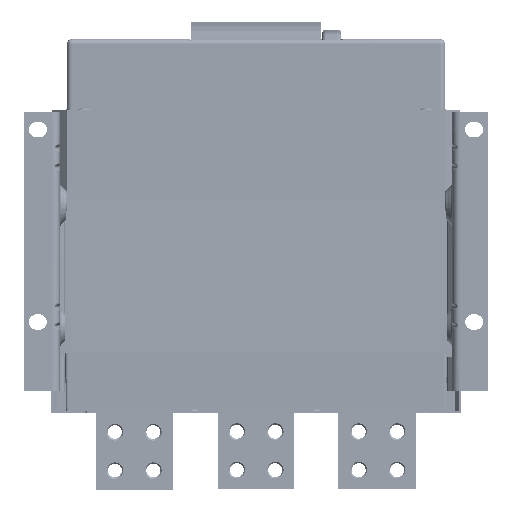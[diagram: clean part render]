
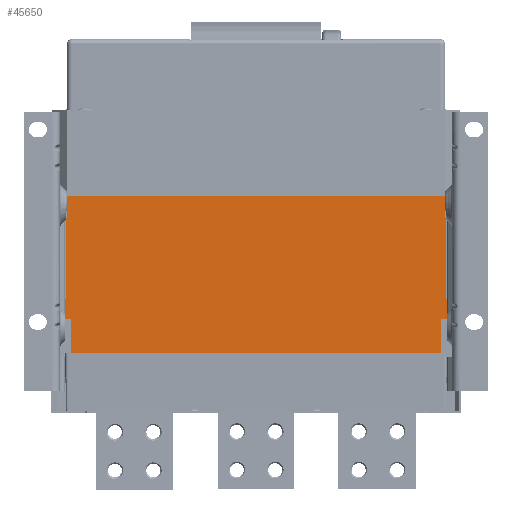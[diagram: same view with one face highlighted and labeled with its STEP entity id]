
A CAD part, front view. The second image highlights one B-rep face of the part: STEP entity #45650.
In plain terms, the highlighted planar face has unit normal (0, -1, 0.008).
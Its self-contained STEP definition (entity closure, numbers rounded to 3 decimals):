
#39953=FACE_OUTER_BOUND('',#78412,.T.);
#45650=ADVANCED_FACE('',(#39953),#51808,.F.);
#51808=PLANE('',#144352);
#56243=LINE('',#189187,#66174);
#56439=LINE('',#189601,#66370);
#56455=LINE('',#189647,#66386);
#56461=LINE('',#189658,#66392);
#56464=LINE('',#189669,#66395);
#56482=LINE('',#189717,#66413);
#56485=LINE('',#189737,#66416);
#56487=LINE('',#189740,#66418);
#66174=VECTOR('',#156549,1.);
#66370=VECTOR('',#156869,1.);
#66386=VECTOR('',#156911,1.);
#66392=VECTOR('',#156923,1.);
#66395=VECTOR('',#156928,1.);
#66413=VECTOR('',#156964,1.);
#66416=VECTOR('',#157001,1.);
#66418=VECTOR('',#157005,1.);
#78412=EDGE_LOOP('',(#87836,#87837,#87838,#87839,#87840,#87841,#87842,#87843));
#87836=ORIENTED_EDGE('',*,*,#125789,.F.);
#87837=ORIENTED_EDGE('',*,*,#125856,.F.);
#87838=ORIENTED_EDGE('',*,*,#125817,.F.);
#87839=ORIENTED_EDGE('',*,*,#125821,.F.);
#87840=ORIENTED_EDGE('',*,*,#125811,.F.);
#87841=ORIENTED_EDGE('',*,*,#125854,.F.);
#87842=ORIENTED_EDGE('',*,*,#125571,.F.);
#87843=ORIENTED_EDGE('',*,*,#125843,.F.);
#115832=VERTEX_POINT('',#189186);
#115833=VERTEX_POINT('',#189188);
#115980=VERTEX_POINT('',#189600);
#115981=VERTEX_POINT('',#189602);
#115991=VERTEX_POINT('',#189646);
#115992=VERTEX_POINT('',#189648);
#115993=VERTEX_POINT('',#189657);
#115994=VERTEX_POINT('',#189659);
#125571=EDGE_CURVE('',#115832,#115833,#56243,.T.);
#125789=EDGE_CURVE('',#115980,#115981,#56439,.T.);
#125811=EDGE_CURVE('',#115991,#115992,#56455,.T.);
#125817=EDGE_CURVE('',#115993,#115994,#56461,.T.);
#125821=EDGE_CURVE('',#115992,#115993,#56464,.T.);
#125843=EDGE_CURVE('',#115981,#115832,#56482,.T.);
#125854=EDGE_CURVE('',#115833,#115991,#56485,.T.);
#125856=EDGE_CURVE('',#115994,#115980,#56487,.T.);
#144352=AXIS2_PLACEMENT_3D('',#189741,#157006,#157007);
#156549=DIRECTION('',(0.012,0.008,1.));
#156869=DIRECTION('',(0.,0.008,1.));
#156911=DIRECTION('',(0.012,-0.008,-1.));
#156923=DIRECTION('',(0.,-0.008,-1.));
#156928=DIRECTION('',(-1.,0.,0.));
#156964=DIRECTION('',(-1.,0.,0.));
#157001=DIRECTION('',(1.,0.,0.));
#157005=DIRECTION('',(-1.,0.,0.));
#157006=DIRECTION('',(0.,1.,-0.008));
#157007=DIRECTION('',(0.,0.008,1.));
#189186=CARTESIAN_POINT('',(314.327,-51.28,-100.));
#189187=CARTESIAN_POINT('',(315.505,-50.494,-3.56));
#189188=CARTESIAN_POINT('',(315.5,-50.497,-4.009));
#189600=CARTESIAN_POINT('',(318.5,-51.5,-127.));
#189601=CARTESIAN_POINT('',(318.5,-51.5,-127.));
#189602=CARTESIAN_POINT('',(318.5,-51.28,-100.));
#189646=CARTESIAN_POINT('',(610.5,-50.497,-4.009));
#189647=CARTESIAN_POINT('',(610.495,-50.494,-3.56));
#189648=CARTESIAN_POINT('',(611.673,-51.28,-100.));
#189657=CARTESIAN_POINT('',(607.5,-51.28,-100.));
#189658=CARTESIAN_POINT('',(607.5,-51.5,-127.));
#189659=CARTESIAN_POINT('',(607.5,-51.5,-127.));
#189669=CARTESIAN_POINT('',(606.7,-51.28,-100.));
#189717=CARTESIAN_POINT('',(308.,-51.28,-100.));
#189737=CARTESIAN_POINT('',(223.5,-50.497,-4.009));
#189740=CARTESIAN_POINT('',(606.7,-51.5,-127.));
#189741=CARTESIAN_POINT('',(606.7,-51.5,-127.));
